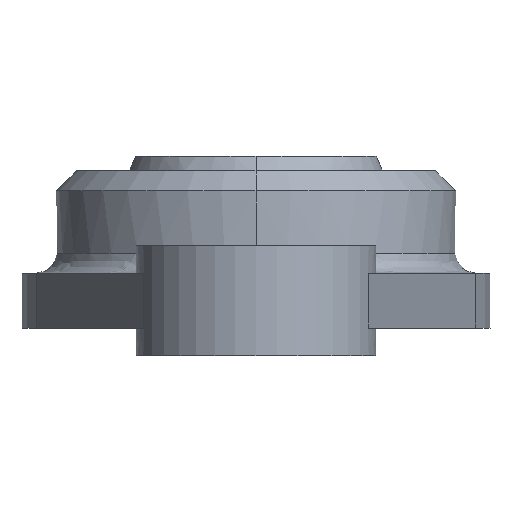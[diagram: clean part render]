
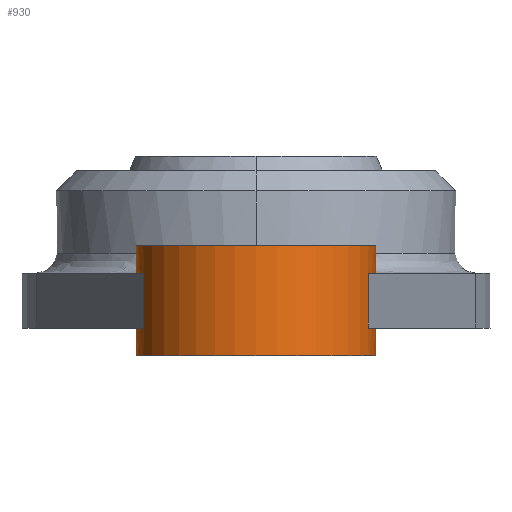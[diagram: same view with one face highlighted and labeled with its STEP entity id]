
A CAD part, left-side view. The second image highlights one B-rep face of the part: STEP entity #930.
In plain terms, the highlighted cylindrical face has radius 12 mm (diameter 24 mm), a partial arc.
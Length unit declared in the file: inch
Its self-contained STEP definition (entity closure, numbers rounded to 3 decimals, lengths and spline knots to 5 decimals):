
#14 = AXIS2_PLACEMENT_3D ( 'NONE', #1302, #2775, #1049 ) ;
#72 = LINE ( 'NONE', #568, #664 ) ;
#88 = EDGE_CURVE ( 'NONE', #906, #439, #1821, .T. ) ;
#177 = AXIS2_PLACEMENT_3D ( 'NONE', #2754, #1005, #294 ) ;
#184 = AXIS2_PLACEMENT_3D ( 'NONE', #830, #1596, #1337 ) ;
#207 = EDGE_CURVE ( 'NONE', #831, #1833, #267, .T. ) ;
#253 = CARTESIAN_POINT ( 'NONE',  ( -1.27953, 0.47244, 0.10827 ) ) ;
#267 = CIRCLE ( 'NONE', #966, 0.47244 ) ;
#294 = DIRECTION ( 'NONE',  ( 1., 0., 0. ) ) ;
#306 = ORIENTED_EDGE ( 'NONE', *, *, #1777, .F. ) ;
#340 = CARTESIAN_POINT ( 'NONE',  ( -1.27953, -0.47244, 0.10827 ) ) ;
#364 = CARTESIAN_POINT ( 'NONE',  ( -1.27953, -0.47244, 0.3248 ) ) ;
#373 = EDGE_CURVE ( 'NONE', #414, #831, #3171, .T. ) ;
#383 = VERTEX_POINT ( 'NONE', #1635 ) ;
#414 = VERTEX_POINT ( 'NONE', #1774 ) ;
#425 = CARTESIAN_POINT ( 'NONE',  ( -1.27953, 0.47244, 0. ) ) ;
#428 = ORIENTED_EDGE ( 'NONE', *, *, #1877, .F. ) ;
#429 = EDGE_CURVE ( 'NONE', #1578, #906, #2677, .T. ) ;
#439 = VERTEX_POINT ( 'NONE', #2493 ) ;
#511 = CARTESIAN_POINT ( 'NONE',  ( -1.27953, 0.47244, 0. ) ) ;
#568 = CARTESIAN_POINT ( 'NONE',  ( -1.27953, -0.47244, 0.10827 ) ) ;
#574 = DIRECTION ( 'NONE',  ( 0., 0., -1. ) ) ;
#625 = CYLINDRICAL_SURFACE ( 'NONE', #989, 0.47244 ) ;
#664 = VECTOR ( 'NONE', #3045, 39.37008 ) ;
#737 = CIRCLE ( 'NONE', #177, 0.47244 ) ;
#754 = DIRECTION ( 'NONE',  ( 0., 0., 1. ) ) ;
#771 = LINE ( 'NONE', #511, #2687 ) ;
#830 = CARTESIAN_POINT ( 'NONE',  ( -1.27953, 0., 0.3248 ) ) ;
#831 = VERTEX_POINT ( 'NONE', #890 ) ;
#841 = CIRCLE ( 'NONE', #1849, 0.47244 ) ;
#869 = DIRECTION ( 'NONE',  ( 0., 0., 1. ) ) ;
#879 = ORIENTED_EDGE ( 'NONE', *, *, #1547, .F. ) ;
#881 = VECTOR ( 'NONE', #1516, 39.37008 ) ;
#890 = CARTESIAN_POINT ( 'NONE',  ( -1.4467, -0.44188, 0.3248 ) ) ;
#906 = VERTEX_POINT ( 'NONE', #1958 ) ;
#930 = ADVANCED_FACE ( 'NONE', ( #2121 ), #625, .T. ) ;
#956 = CARTESIAN_POINT ( 'NONE',  ( -1.27953, -0.47244, 0.43307 ) ) ;
#966 = AXIS2_PLACEMENT_3D ( 'NONE', #2923, #1135, #1144 ) ;
#970 = ORIENTED_EDGE ( 'NONE', *, *, #429, .F. ) ;
#989 = AXIS2_PLACEMENT_3D ( 'NONE', #2972, #2948, #2246 ) ;
#1004 = ORIENTED_EDGE ( 'NONE', *, *, #2438, .T. ) ;
#1005 = DIRECTION ( 'NONE',  ( 0., 0., 1. ) ) ;
#1029 = CIRCLE ( 'NONE', #184, 0.47244 ) ;
#1049 = DIRECTION ( 'NONE',  ( 1., 0., 0. ) ) ;
#1135 = DIRECTION ( 'NONE',  ( 0., 0., 1. ) ) ;
#1144 = DIRECTION ( 'NONE',  ( 1., 0., 0. ) ) ;
#1210 = CARTESIAN_POINT ( 'NONE',  ( -1.4467, 0.44188, 0.10827 ) ) ;
#1212 = EDGE_CURVE ( 'NONE', #2808, #1578, #771, .T. ) ;
#1267 = EDGE_CURVE ( 'NONE', #2694, #383, #2577, .T. ) ;
#1302 = CARTESIAN_POINT ( 'NONE',  ( -1.27953, 0., 0.43307 ) ) ;
#1310 = CARTESIAN_POINT ( 'NONE',  ( -1.27953, 0.47244, 0.10827 ) ) ;
#1337 = DIRECTION ( 'NONE',  ( 1., 0., 0. ) ) ;
#1358 = VERTEX_POINT ( 'NONE', #340 ) ;
#1503 = CIRCLE ( 'NONE', #14, 0.47244 ) ;
#1515 = VECTOR ( 'NONE', #869, 39.37008 ) ;
#1516 = DIRECTION ( 'NONE',  ( 0., 0., -1. ) ) ;
#1520 = DIRECTION ( 'NONE',  ( 0., 0., 1. ) ) ;
#1547 = EDGE_CURVE ( 'NONE', #414, #1358, #737, .T. ) ;
#1564 = LINE ( 'NONE', #2564, #2962 ) ;
#1578 = VERTEX_POINT ( 'NONE', #1310 ) ;
#1596 = DIRECTION ( 'NONE',  ( 0., 0., 1. ) ) ;
#1635 = CARTESIAN_POINT ( 'NONE',  ( -1.27953, 0.47244, 0.3248 ) ) ;
#1714 = VERTEX_POINT ( 'NONE', #3053 ) ;
#1774 = CARTESIAN_POINT ( 'NONE',  ( -1.4467, -0.44188, 0.10827 ) ) ;
#1777 = EDGE_CURVE ( 'NONE', #1358, #1714, #1564, .T. ) ;
#1821 = LINE ( 'NONE', #1210, #2647 ) ;
#1833 = VERTEX_POINT ( 'NONE', #364 ) ;
#1849 = AXIS2_PLACEMENT_3D ( 'NONE', #2632, #2602, #3092 ) ;
#1877 = EDGE_CURVE ( 'NONE', #1714, #2808, #841, .T. ) ;
#1958 = CARTESIAN_POINT ( 'NONE',  ( -1.4467, 0.44188, 0.10827 ) ) ;
#2121 = FACE_OUTER_BOUND ( 'NONE', #2265, .T. ) ;
#2185 = CARTESIAN_POINT ( 'NONE',  ( -1.4467, -0.44188, 0.10827 ) ) ;
#2246 = DIRECTION ( 'NONE',  ( 1., 0., 0. ) ) ;
#2251 = CARTESIAN_POINT ( 'NONE',  ( -1.27953, 0., 0.10827 ) ) ;
#2265 = EDGE_LOOP ( 'NONE', ( #3096, #428, #306, #879, #2409, #2784, #1004, #2297, #2967, #2543, #3134, #970 ) ) ;
#2297 = ORIENTED_EDGE ( 'NONE', *, *, #2994, .T. ) ;
#2409 = ORIENTED_EDGE ( 'NONE', *, *, #373, .T. ) ;
#2438 = EDGE_CURVE ( 'NONE', #1833, #2830, #72, .T. ) ;
#2493 = CARTESIAN_POINT ( 'NONE',  ( -1.4467, 0.44188, 0.3248 ) ) ;
#2543 = ORIENTED_EDGE ( 'NONE', *, *, #3049, .T. ) ;
#2564 = CARTESIAN_POINT ( 'NONE',  ( -1.27953, -0.47244, 0. ) ) ;
#2577 = LINE ( 'NONE', #253, #881 ) ;
#2602 = DIRECTION ( 'NONE',  ( 0., 0., -1. ) ) ;
#2632 = CARTESIAN_POINT ( 'NONE',  ( -1.27953, 0., 0. ) ) ;
#2647 = VECTOR ( 'NONE', #2921, 39.37008 ) ;
#2677 = CIRCLE ( 'NONE', #3038, 0.47244 ) ;
#2687 = VECTOR ( 'NONE', #754, 39.37008 ) ;
#2694 = VERTEX_POINT ( 'NONE', #2908 ) ;
#2754 = CARTESIAN_POINT ( 'NONE',  ( -1.27953, 0., 0.10827 ) ) ;
#2775 = DIRECTION ( 'NONE',  ( 0., 0., -1. ) ) ;
#2780 = DIRECTION ( 'NONE',  ( 1., 0., 0. ) ) ;
#2784 = ORIENTED_EDGE ( 'NONE', *, *, #207, .T. ) ;
#2808 = VERTEX_POINT ( 'NONE', #425 ) ;
#2830 = VERTEX_POINT ( 'NONE', #956 ) ;
#2908 = CARTESIAN_POINT ( 'NONE',  ( -1.27953, 0.47244, 0.43307 ) ) ;
#2921 = DIRECTION ( 'NONE',  ( 0., 0., 1. ) ) ;
#2923 = CARTESIAN_POINT ( 'NONE',  ( -1.27953, 0., 0.3248 ) ) ;
#2948 = DIRECTION ( 'NONE',  ( 0., 0., 1. ) ) ;
#2962 = VECTOR ( 'NONE', #574, 39.37008 ) ;
#2967 = ORIENTED_EDGE ( 'NONE', *, *, #1267, .T. ) ;
#2972 = CARTESIAN_POINT ( 'NONE',  ( -1.27953, 0., 0.10827 ) ) ;
#2994 = EDGE_CURVE ( 'NONE', #2830, #2694, #1503, .T. ) ;
#3038 = AXIS2_PLACEMENT_3D ( 'NONE', #2251, #1520, #2780 ) ;
#3045 = DIRECTION ( 'NONE',  ( 0., 0., 1. ) ) ;
#3049 = EDGE_CURVE ( 'NONE', #383, #439, #1029, .T. ) ;
#3053 = CARTESIAN_POINT ( 'NONE',  ( -1.27953, -0.47244, 0. ) ) ;
#3092 = DIRECTION ( 'NONE',  ( 1., 0., 0. ) ) ;
#3096 = ORIENTED_EDGE ( 'NONE', *, *, #1212, .F. ) ;
#3134 = ORIENTED_EDGE ( 'NONE', *, *, #88, .F. ) ;
#3171 = LINE ( 'NONE', #2185, #1515 ) ;
